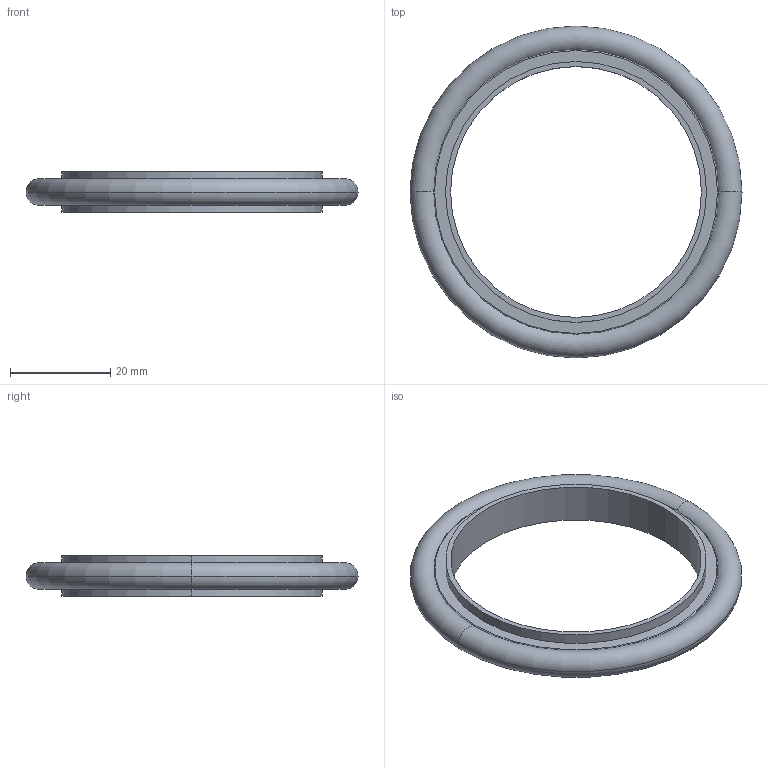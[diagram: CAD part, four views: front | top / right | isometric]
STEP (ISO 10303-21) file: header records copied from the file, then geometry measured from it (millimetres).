
FILE_DESCRIPTION (( 'STEP AP214' ), '1' );
FILE_NAME ('116ZRG050.stp', '2017-04-13T08:26:26', ( '' ), ( '' ), 'SwSTEP 2.0', 'SolidWorks 2015', '' );
FILE_SCHEMA (( 'AUTOMOTIVE_DESIGN' ));
Length unit declared in the file: millimetre
Products named in the file (1): 116ZRG050
Bounding box: 66.16 x 66.16 x 8 mm (x, y, z)
Volume: 6876.3 mm3; surface area: 6975.2 mm2
Topology: 2 solids, 2 shells, 22 faces, 44 edges, 26 vertices
Faces by surface type: torus 12, cylinder 6, plane 4
Entity records: 879 total; most frequent: DIRECTION 128, CARTESIAN_POINT 93, ORIENTED_EDGE 88, AXIS2_PLACEMENT_3D 61, EDGE_CURVE 44, CIRCLE 38, EDGE_LOOP 26, UNCERTAINTY_MEASURE_WITH_UNIT 26
